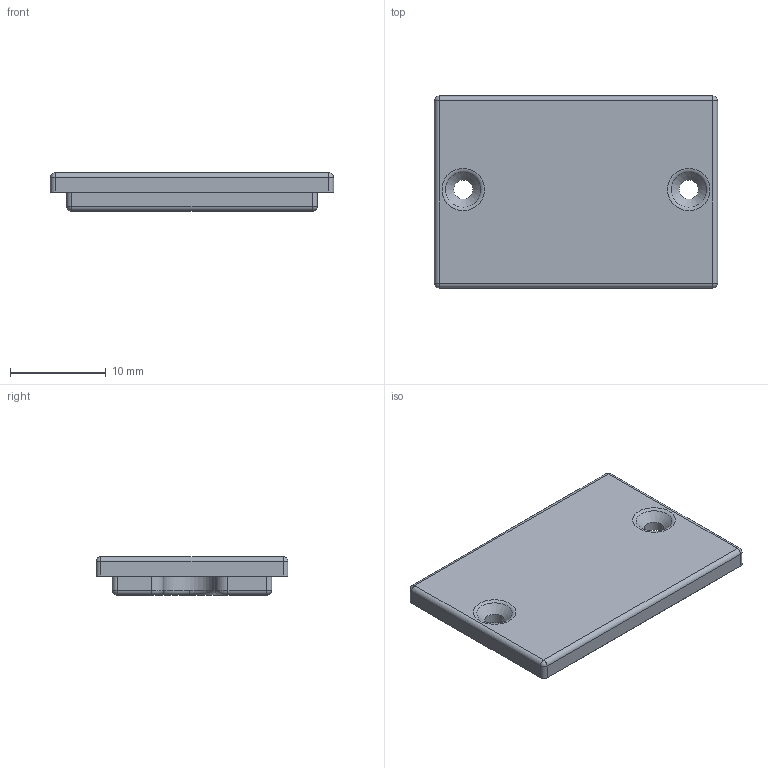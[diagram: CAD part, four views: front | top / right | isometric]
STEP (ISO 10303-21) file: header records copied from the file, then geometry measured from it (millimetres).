
FILE_DESCRIPTION(('HOOPS Exchange Step'),'2;1');
FILE_NAME('export-14C7587A-A3B7-4E82-BCA6-E753529A38BB.stp','2025-10-19T14:31:39+02:00',('Schechner'),('Alibre'),'HOOPS Exchange 2020.0','Alibre','Unknown authorisation');
FILE_SCHEMA( ('AP242_MANAGED_MODEL_BASED_3D_ENGINEERING_MIM_LF {1 0 10303 442 1 1 4 }') );
Length unit declared in the file: centimetre
Products named in the file (1): Gehäusedeckel
Bounding box: 29.5 x 20 x 4 mm (x, y, z)
Volume: 1937.6 mm3; surface area: 1529.1 mm2
Topology: 1 solids, 1 shells, 59 faces, 148 edges, 84 vertices
Faces by surface type: cylinder 27, plane 13, torus 9, sphere 8, cone 2
Full cylindrical faces by diameter (mm): 2 x2
Entity records: 1750 total; most frequent: DIRECTION 343, CARTESIAN_POINT 285, ORIENTED_EDGE 280, AXIS2_PLACEMENT_3D 142, EDGE_CURVE 140, VERTEX_POINT 84, CIRCLE 81, EDGE_LOOP 64
